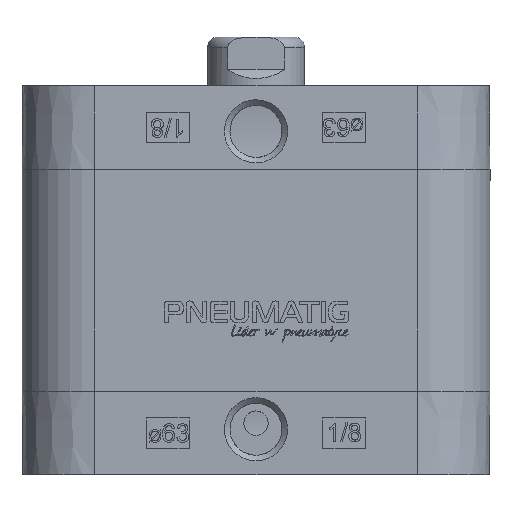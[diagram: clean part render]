
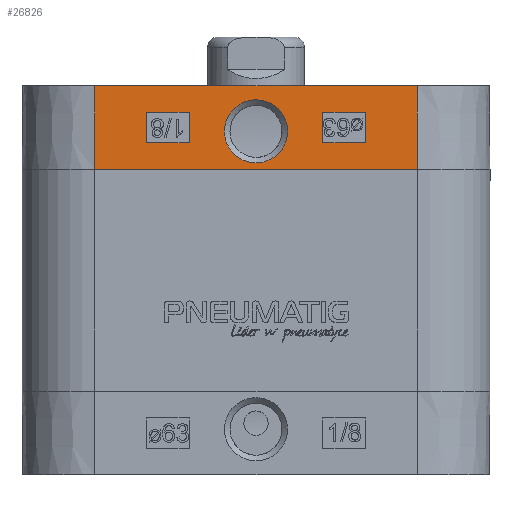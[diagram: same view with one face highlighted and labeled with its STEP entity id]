
A CAD part, left-side view. The second image highlights one B-rep face of the part: STEP entity #26826.
In plain terms, the highlighted planar face has unit normal (-1, 0, 0.009).
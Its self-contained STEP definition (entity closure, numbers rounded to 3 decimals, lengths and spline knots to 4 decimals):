
#1160=B_SPLINE_CURVE_WITH_KNOTS($,3,(#38489,#38490,#38491,#38492,#38493,
#38494,#38495,#38496,#38497,#38498,#38499,#38500,#38501,#38502,#38503,#38504,
#38505,#38506,#38507,#38508,#38509,#38510,#38511,#38512,#38513,#38514,#38515,
#38516,#38517,#38518,#38519,#38520,#38521,#38522,#38523,#38524,#38525,#38526,
#38527,#38528,#38529,#38530,#38531,#38532,#38533,#38534,#38535,#38536,#38537,
#38538,#38539,#38540,#38541,#38542,#38543,#38544,#38545,#38546,#38547,#38548,
#38549),.UNSPECIFIED.,.T.,.F.,(4,3,3,3,3,3,3,3,3,3,3,3,3,3,3,3,3,3,3,3,
4),(0.,0.1903,0.2286,0.4161,0.5944,
0.936,1.3093,1.5922,1.636,1.8913,
2.1011,2.1254,2.3347,2.5049,2.8549,
3.2247,3.5178,3.5526,3.8247,4.0561,
4.2905),.UNSPECIFIED.);
#2810=FACE_BOUND($,#9163,.T.);
#2811=FACE_BOUND($,#9164,.T.);
#2812=FACE_BOUND($,#9165,.T.);
#3362=LINE($,#36513,#5431);
#3441=LINE($,#36890,#5510);
#3621=LINE($,#38405,#5690);
#3623=LINE($,#38409,#5692);
#3625=LINE($,#38413,#5694);
#3627=LINE($,#38416,#5696);
#3629=LINE($,#38422,#5698);
#3631=LINE($,#38426,#5700);
#3633=LINE($,#38430,#5702);
#3635=LINE($,#38433,#5704);
#3637=LINE($,#38551,#5706);
#3638=LINE($,#38552,#5707);
#5431=VECTOR($,#30539,5.3);
#5510=VECTOR($,#30850,5.3);
#5690=VECTOR($,#31188,0.5);
#5692=VECTOR($,#31192,0.7);
#5694=VECTOR($,#31196,0.5);
#5696=VECTOR($,#31200,0.7);
#5698=VECTOR($,#31206,0.5);
#5700=VECTOR($,#31210,0.7);
#5702=VECTOR($,#31214,0.5);
#5704=VECTOR($,#31218,0.7);
#5706=VECTOR($,#31224,1.3751);
#5707=VECTOR($,#31225,1.3751);
#7488=FACE_OUTER_BOUND($,#9162,.T.);
#9162=EDGE_LOOP($,(#20047,#20048,#20049,#20050));
#9163=EDGE_LOOP($,(#20051,#20052,#20053,#20054));
#9164=EDGE_LOOP($,(#20055,#20056,#20057,#20058));
#9165=EDGE_LOOP($,(#20059));
#11325=VERTEX_POINT($,#36510);
#11326=VERTEX_POINT($,#36512);
#11436=VERTEX_POINT($,#36887);
#11437=VERTEX_POINT($,#36889);
#11706=VERTEX_POINT($,#38402);
#11707=VERTEX_POINT($,#38404);
#11708=VERTEX_POINT($,#38408);
#11709=VERTEX_POINT($,#38412);
#11710=VERTEX_POINT($,#38419);
#11711=VERTEX_POINT($,#38421);
#11712=VERTEX_POINT($,#38425);
#11713=VERTEX_POINT($,#38429);
#11714=VERTEX_POINT($,#38487);
#14311=EDGE_CURVE($,#11326,#11325,#3362,.T.);
#14446=EDGE_CURVE($,#11437,#11436,#3441,.T.);
#14801=EDGE_CURVE($,#11707,#11706,#3621,.T.);
#14803=EDGE_CURVE($,#11708,#11707,#3623,.T.);
#14805=EDGE_CURVE($,#11709,#11708,#3625,.T.);
#14807=EDGE_CURVE($,#11706,#11709,#3627,.T.);
#14809=EDGE_CURVE($,#11711,#11710,#3629,.T.);
#14811=EDGE_CURVE($,#11712,#11711,#3631,.T.);
#14813=EDGE_CURVE($,#11713,#11712,#3633,.T.);
#14815=EDGE_CURVE($,#11710,#11713,#3635,.T.);
#14817=EDGE_CURVE($,#11714,#11714,#1160,.T.);
#14818=EDGE_CURVE($,#11437,#11325,#3637,.T.);
#14819=EDGE_CURVE($,#11436,#11326,#3638,.T.);
#20047=ORIENTED_EDGE($,*,*,#14311,.T.);
#20048=ORIENTED_EDGE($,*,*,#14818,.F.);
#20049=ORIENTED_EDGE($,*,*,#14446,.T.);
#20050=ORIENTED_EDGE($,*,*,#14819,.T.);
#20051=ORIENTED_EDGE($,*,*,#14801,.T.);
#20052=ORIENTED_EDGE($,*,*,#14807,.T.);
#20053=ORIENTED_EDGE($,*,*,#14805,.T.);
#20054=ORIENTED_EDGE($,*,*,#14803,.T.);
#20055=ORIENTED_EDGE($,*,*,#14809,.T.);
#20056=ORIENTED_EDGE($,*,*,#14815,.T.);
#20057=ORIENTED_EDGE($,*,*,#14813,.T.);
#20058=ORIENTED_EDGE($,*,*,#14811,.T.);
#20059=ORIENTED_EDGE($,*,*,#14817,.F.);
#26061=PLANE($,#28564);
#26826=ADVANCED_FACE($,(#7488,#2810,#2811,#2812),#26061,.T.);
#28564=AXIS2_PLACEMENT_3D($,#38550,#31222,#31223);
#30539=DIRECTION($,(0.,1.,0.));
#30850=DIRECTION($,(0.,-1.,0.));
#31188=DIRECTION($,(-0.009,0.,-1.));
#31192=DIRECTION($,(0.,-1.,0.));
#31196=DIRECTION($,(0.009,0.,1.));
#31200=DIRECTION($,(0.,1.,0.));
#31206=DIRECTION($,(-0.009,0.,-1.));
#31210=DIRECTION($,(0.,-1.,0.));
#31214=DIRECTION($,(0.009,0.,1.));
#31218=DIRECTION($,(0.,1.,0.));
#31222=DIRECTION('center_axis',(-1.,0.,
0.009));
#31223=DIRECTION('ref_axis',(0.009,0.,
1.));
#31224=DIRECTION($,(0.009,0.,1.));
#31225=DIRECTION($,(0.009,0.,1.));
#36510=CARTESIAN_POINT('',(-3.838,2.65,6.4));
#36512=CARTESIAN_POINT('',(-3.838,-2.65,6.4));
#36513=CARTESIAN_POINT($,(-3.838,-2.65,6.4));
#36887=CARTESIAN_POINT('',(-3.85,-2.65,5.025));
#36889=CARTESIAN_POINT('',(-3.85,2.65,5.025));
#36890=CARTESIAN_POINT($,(-3.85,2.65,5.025));
#38402=CARTESIAN_POINT('',(-3.8462,1.1,5.465));
#38404=CARTESIAN_POINT('',(-3.8418,1.1,5.965));
#38405=CARTESIAN_POINT($,(-3.8418,1.1,5.965));
#38408=CARTESIAN_POINT('',(-3.8418,1.8,5.965));
#38409=CARTESIAN_POINT($,(-3.8418,1.8,5.965));
#38412=CARTESIAN_POINT('',(-3.8462,1.8,5.465));
#38413=CARTESIAN_POINT($,(-3.8462,1.8,5.465));
#38416=CARTESIAN_POINT($,(-3.8462,1.1,5.465));
#38419=CARTESIAN_POINT('',(-3.8462,-1.8,5.465));
#38421=CARTESIAN_POINT('',(-3.8418,-1.8,5.965));
#38422=CARTESIAN_POINT($,(-3.8418,-1.8,5.965));
#38425=CARTESIAN_POINT('',(-3.8418,-1.1,5.965));
#38426=CARTESIAN_POINT($,(-3.8418,-1.1,5.965));
#38429=CARTESIAN_POINT('',(-3.8462,-1.1,5.465));
#38430=CARTESIAN_POINT($,(-3.8462,-1.1,5.465));
#38433=CARTESIAN_POINT($,(-3.8462,-1.8,5.465));
#38487=CARTESIAN_POINT('',(-3.8491,0.,5.1313));
#38489=CARTESIAN_POINT('Ctrl Pts',(-3.84,-0.0001,
6.169));
#38490=CARTESIAN_POINT('Ctrl Pts',(-3.84,0.0633,
6.1691));
#38491=CARTESIAN_POINT('Ctrl Pts',(-3.8401,0.1281,
6.1581));
#38492=CARTESIAN_POINT('Ctrl Pts',(-3.8403,0.1895,6.1345));
#38493=CARTESIAN_POINT('Ctrl Pts',(-3.8404,0.2018,
6.1298));
#38494=CARTESIAN_POINT('Ctrl Pts',(-3.8404,0.2141,6.1245));
#38495=CARTESIAN_POINT('Ctrl Pts',(-3.8405,0.2256,
6.119));
#38496=CARTESIAN_POINT('Ctrl Pts',(-3.8407,0.282,
6.0921));
#38497=CARTESIAN_POINT('Ctrl Pts',(-3.841,0.3244,
6.0586));
#38498=CARTESIAN_POINT('Ctrl Pts',(-3.8412,0.3534,6.0316));
#38499=CARTESIAN_POINT('Ctrl Pts',(-3.8414,0.3809,6.0058));
#38500=CARTESIAN_POINT('Ctrl Pts',(-3.8417,0.402,
5.9812));
#38501=CARTESIAN_POINT('Ctrl Pts',(-3.8419,0.4224,5.9525));
#38502=CARTESIAN_POINT('Ctrl Pts',(-3.8424,0.4616,
5.8976));
#38503=CARTESIAN_POINT('Ctrl Pts',(-3.8429,0.491,5.8339));
#38504=CARTESIAN_POINT('Ctrl Pts',(-3.8435,0.5064,5.7665));
#38505=CARTESIAN_POINT('Ctrl Pts',(-3.8442,0.5232,
5.6928));
#38506=CARTESIAN_POINT('Ctrl Pts',(-3.8449,0.5238,
5.6131));
#38507=CARTESIAN_POINT('Ctrl Pts',(-3.8455,0.5062,
5.5354));
#38508=CARTESIAN_POINT('Ctrl Pts',(-3.8461,0.4929,
5.4765));
#38509=CARTESIAN_POINT('Ctrl Pts',(-3.8466,0.4716,
5.4197));
#38510=CARTESIAN_POINT('Ctrl Pts',(-3.8471,0.4282,5.3565));
#38511=CARTESIAN_POINT('Ctrl Pts',(-3.8472,0.4215,
5.3467));
#38512=CARTESIAN_POINT('Ctrl Pts',(-3.8473,0.4142,5.3369));
#38513=CARTESIAN_POINT('Ctrl Pts',(-3.8474,0.4064,
5.3271));
#38514=CARTESIAN_POINT('Ctrl Pts',(-3.8479,0.3605,
5.27));
#38515=CARTESIAN_POINT('Ctrl Pts',(-3.8483,0.2946,
5.2169));
#38516=CARTESIAN_POINT('Ctrl Pts',(-3.8486,0.221,
5.182));
#38517=CARTESIAN_POINT('Ctrl Pts',(-3.8489,0.1604,
5.1534));
#38518=CARTESIAN_POINT('Ctrl Pts',(-3.849,0.0933,
5.1353));
#38519=CARTESIAN_POINT('Ctrl Pts',(-3.8491,0.0239,
5.1319));
#38520=CARTESIAN_POINT('Ctrl Pts',(-3.8491,0.0159,
5.1315));
#38521=CARTESIAN_POINT('Ctrl Pts',(-3.8491,0.0078,
5.1313));
#38522=CARTESIAN_POINT('Ctrl Pts',(-3.8491,0.,
5.1313));
#38523=CARTESIAN_POINT('Ctrl Pts',(-3.8491,-0.068,
5.1313));
#38524=CARTESIAN_POINT('Ctrl Pts',(-3.8489,-0.1251,
5.1457));
#38525=CARTESIAN_POINT('Ctrl Pts',(-3.8488,-0.164,
5.1589));
#38526=CARTESIAN_POINT('Ctrl Pts',(-3.8487,-0.1957,
5.1697));
#38527=CARTESIAN_POINT('Ctrl Pts',(-3.8486,-0.2236,
5.1822));
#38528=CARTESIAN_POINT('Ctrl Pts',(-3.8485,-0.2519,
5.1978));
#38529=CARTESIAN_POINT('Ctrl Pts',(-3.8482,-0.3101,
5.23));
#38530=CARTESIAN_POINT('Ctrl Pts',(-3.8478,-0.3633,
5.2732));
#38531=CARTESIAN_POINT('Ctrl Pts',(-3.8474,-0.4065,
5.3271));
#38532=CARTESIAN_POINT('Ctrl Pts',(-3.8469,-0.4523,
5.384));
#38533=CARTESIAN_POINT('Ctrl Pts',(-3.8462,-0.4885,
5.4566));
#38534=CARTESIAN_POINT('Ctrl Pts',(-3.8455,-0.5065,
5.5352));
#38535=CARTESIAN_POINT('Ctrl Pts',(-3.845,-0.5207,
5.5976));
#38536=CARTESIAN_POINT('Ctrl Pts',(-3.8444,-0.5258,
5.6615));
#38537=CARTESIAN_POINT('Ctrl Pts',(-3.8438,-0.5126,
5.7385));
#38538=CARTESIAN_POINT('Ctrl Pts',(-3.8437,-0.511,
5.7476));
#38539=CARTESIAN_POINT('Ctrl Pts',(-3.8436,-0.5092,
5.7569));
#38540=CARTESIAN_POINT('Ctrl Pts',(-3.8435,-0.507,
5.7663));
#38541=CARTESIAN_POINT('Ctrl Pts',(-3.8429,-0.49,
5.8398));
#38542=CARTESIAN_POINT('Ctrl Pts',(-3.8422,-0.4516,
5.9189));
#38543=CARTESIAN_POINT('Ctrl Pts',(-3.8416,-0.3972,
5.9837));
#38544=CARTESIAN_POINT('Ctrl Pts',(-3.8412,-0.351,
6.0388));
#38545=CARTESIAN_POINT('Ctrl Pts',(-3.8407,-0.2927,
6.086));
#38546=CARTESIAN_POINT('Ctrl Pts',(-3.8405,-0.2252,
6.1185));
#38547=CARTESIAN_POINT('Ctrl Pts',(-3.8402,-0.1569,
6.1514));
#38548=CARTESIAN_POINT('Ctrl Pts',(-3.84,-0.0782,
6.1689));
#38549=CARTESIAN_POINT('Ctrl Pts',(-3.84,-0.0001,
6.169));
#38550=CARTESIAN_POINT('Origin',(-3.85,0.,5.025));
#38551=CARTESIAN_POINT($,(-3.85,2.65,5.025));
#38552=CARTESIAN_POINT($,(-3.85,-2.65,5.025));
